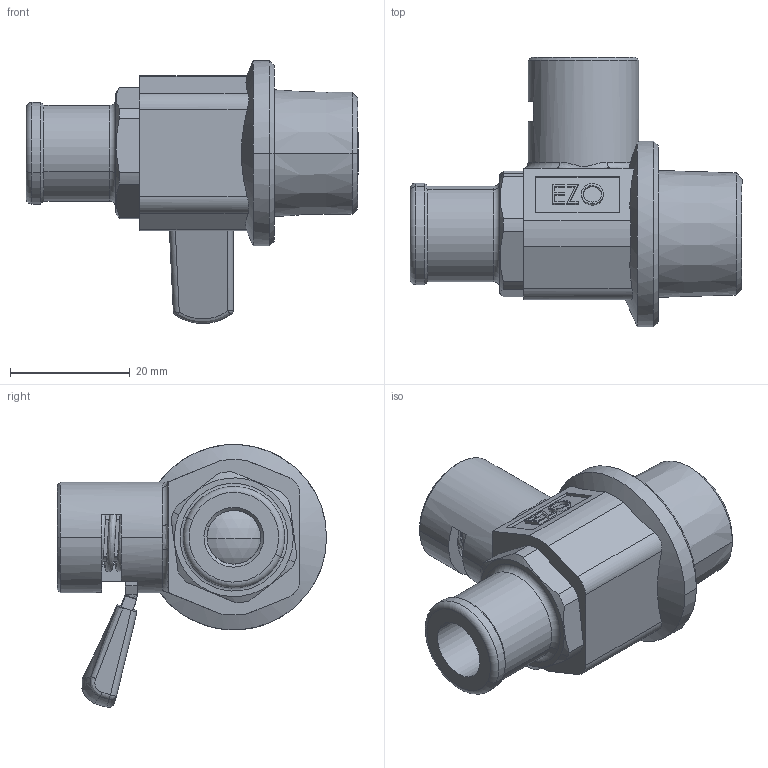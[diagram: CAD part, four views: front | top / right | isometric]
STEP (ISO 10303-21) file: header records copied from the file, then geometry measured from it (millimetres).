
FILE_DESCRIPTION (( 'STEP AP203' ), '1' );
FILE_NAME ('M-H-NPT.STEP', '2015-10-30T04:28:49', ( '微软用户' ), ( '微软中国' ), 'SwSTEP 2.0', 'SolidWorks 2010', '' );
FILE_SCHEMA (( 'CONFIG_CONTROL_DESIGN' ));
Length unit declared in the file: millimetre
Products named in the file (11): M-H-NPT; 忒梟L; 錨璃50; 粟銅; 縐銅; す菜; 球体; 中号球座; 概裝; O型圈4.2-1.9; M炵濬概极202
Assembly tree (11 placements, depth 2):
  M-H-NPT
    概裝
    忒梟L
    中号球座  x2
    M炵濬概极202
    球体
    す菜
    縐銅
    粟銅
    O型圈4.2-1.9
    錨璃50
Bounding box: 55.5 x 45 x 43.96 mm (x, y, z)
Volume: 21349.1 mm3; surface area: 14332.4 mm2
Topology: 11 solids, 11 shells, 290 faces, 692 edges, 432 vertices
Faces by surface type: plane 107, cylinder 89, cone 43, bspline 25, torus 20, sphere 6
Entity records: 14159 total; most frequent: CARTESIAN_POINT 6562, DIRECTION 1358, ORIENTED_EDGE 1322, EDGE_CURVE 661, AXIS2_PLACEMENT_3D 525, VERTEX_POINT 415, LINE 308, VECTOR 308
